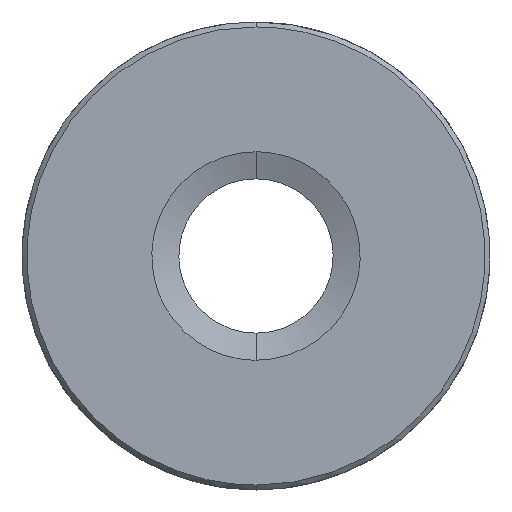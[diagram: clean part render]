
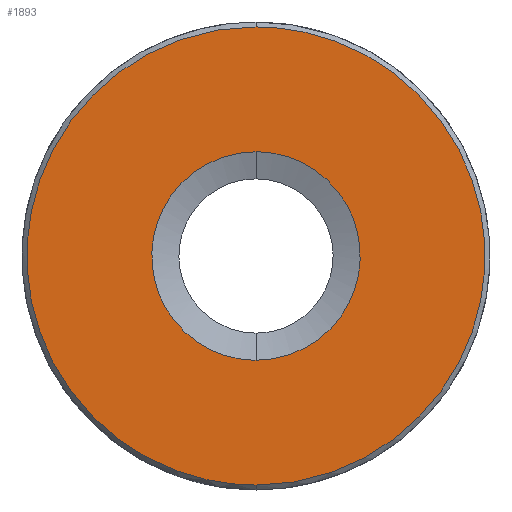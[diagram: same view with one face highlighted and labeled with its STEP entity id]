
A CAD part, left-side view. The second image highlights one B-rep face of the part: STEP entity #1893.
In plain terms, the highlighted free-form (B-spline) face has degree [1, 1] with [2, 2] control points.
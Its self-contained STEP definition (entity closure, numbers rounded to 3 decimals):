
#72 = VERTEX_POINT('',#73);
#73 = CARTESIAN_POINT('',(0.,0.,6.799));
#78 = EDGE_CURVE('',#79,#72,#81,.T.);
#79 = VERTEX_POINT('',#80);
#80 = CARTESIAN_POINT('',(0.,0.,
    -6.799));
#81 = ( BOUNDED_CURVE() B_SPLINE_CURVE(2,(#82,#83,#84,#85,#86),
.UNSPECIFIED.,.F.,.F.) B_SPLINE_CURVE_WITH_KNOTS((3,2,3),(3.142,
4.712,6.283),.PIECEWISE_BEZIER_KNOTS.) CURVE() 
GEOMETRIC_REPRESENTATION_ITEM() RATIONAL_B_SPLINE_CURVE((1.,
0.707,1.,0.707,1.)) REPRESENTATION_ITEM('') );
#82 = CARTESIAN_POINT('',(0.,0.,
    -6.799));
#83 = CARTESIAN_POINT('',(0.,-6.799,
    -6.799));
#84 = CARTESIAN_POINT('',(0.,-6.799,
    0.));
#85 = CARTESIAN_POINT('',(0.,-6.799,
    6.799));
#86 = CARTESIAN_POINT('',(0.,0.,
    6.799));
#143 = EDGE_CURVE('',#144,#146,#148,.T.);
#144 = VERTEX_POINT('',#145);
#145 = CARTESIAN_POINT('',(0.,0.,14.948));
#146 = VERTEX_POINT('',#147);
#147 = CARTESIAN_POINT('',(0.,0.,-14.948));
#148 = ( BOUNDED_CURVE() B_SPLINE_CURVE(2,(#149,#150,#151,#152,#153),
.UNSPECIFIED.,.F.,.F.) B_SPLINE_CURVE_WITH_KNOTS((3,2,3),(3.142,
4.712,6.283),.PIECEWISE_BEZIER_KNOTS.) CURVE() 
GEOMETRIC_REPRESENTATION_ITEM() RATIONAL_B_SPLINE_CURVE((1.,
0.707,1.,0.707,1.)) REPRESENTATION_ITEM('') );
#149 = CARTESIAN_POINT('',(0.,0.,14.948));
#150 = CARTESIAN_POINT('',(0.,14.948,14.948));
#151 = CARTESIAN_POINT('',(0.,14.948,0.));
#152 = CARTESIAN_POINT('',(0.,14.948,-14.948));
#153 = CARTESIAN_POINT('',(0.,0.,-14.948));
#1893 = ADVANCED_FACE('',(#1894,#1905),#1916,.F.);
#1894 = FACE_BOUND('',#1895,.T.);
#1895 = EDGE_LOOP('',(#1896,#1904));
#1896 = ORIENTED_EDGE('',*,*,#1897,.T.);
#1897 = EDGE_CURVE('',#146,#144,#1898,.T.);
#1898 = ( BOUNDED_CURVE() B_SPLINE_CURVE(2,(#1899,#1900,#1901,#1902,
#1903),.UNSPECIFIED.,.F.,.F.) B_SPLINE_CURVE_WITH_KNOTS((3,2,3),(0.,
1.571,3.142),.PIECEWISE_BEZIER_KNOTS.) CURVE() 
GEOMETRIC_REPRESENTATION_ITEM() RATIONAL_B_SPLINE_CURVE((1.,
0.707,1.,0.707,1.)) REPRESENTATION_ITEM('') );
#1899 = CARTESIAN_POINT('',(0.,0.,-14.948));
#1900 = CARTESIAN_POINT('',(0.,-14.948,-14.948));
#1901 = CARTESIAN_POINT('',(0.,-14.948,0.));
#1902 = CARTESIAN_POINT('',(0.,-14.948,14.948));
#1903 = CARTESIAN_POINT('',(0.,0.,14.948));
#1904 = ORIENTED_EDGE('',*,*,#143,.T.);
#1905 = FACE_BOUND('',#1906,.T.);
#1906 = EDGE_LOOP('',(#1907,#1915));
#1907 = ORIENTED_EDGE('',*,*,#1908,.F.);
#1908 = EDGE_CURVE('',#72,#79,#1909,.T.);
#1909 = ( BOUNDED_CURVE() B_SPLINE_CURVE(2,(#1910,#1911,#1912,#1913,
#1914),.UNSPECIFIED.,.F.,.F.) B_SPLINE_CURVE_WITH_KNOTS((3,2,3),(0.,
1.571,3.142),.PIECEWISE_BEZIER_KNOTS.) CURVE() 
GEOMETRIC_REPRESENTATION_ITEM() RATIONAL_B_SPLINE_CURVE((1.,
0.707,1.,0.707,1.)) REPRESENTATION_ITEM('') );
#1910 = CARTESIAN_POINT('',(0.,0.,6.799));
#1911 = CARTESIAN_POINT('',(0.,6.799,
    6.799));
#1912 = CARTESIAN_POINT('',(0.,6.799,
    0.));
#1913 = CARTESIAN_POINT('',(0.,6.799,
    -6.799));
#1914 = CARTESIAN_POINT('',(0.,0.,
    -6.799));
#1915 = ORIENTED_EDGE('',*,*,#78,.F.);
#1916 = B_SPLINE_SURFACE_WITH_KNOTS('',1,1,(
    (#1917,#1918)
    ,(#1919,#1920
    )),.UNSPECIFIED.,.F.,.F.,.F.,(2,2),(2,2),(-11.811,11.811),(-11.811,
    11.811),.PIECEWISE_BEZIER_KNOTS.);
#1917 = CARTESIAN_POINT('',(0.,-14.948,14.948));
#1918 = CARTESIAN_POINT('',(0.,14.948,14.948));
#1919 = CARTESIAN_POINT('',(0.,-14.948,-14.948));
#1920 = CARTESIAN_POINT('',(0.,14.948,-14.948));
